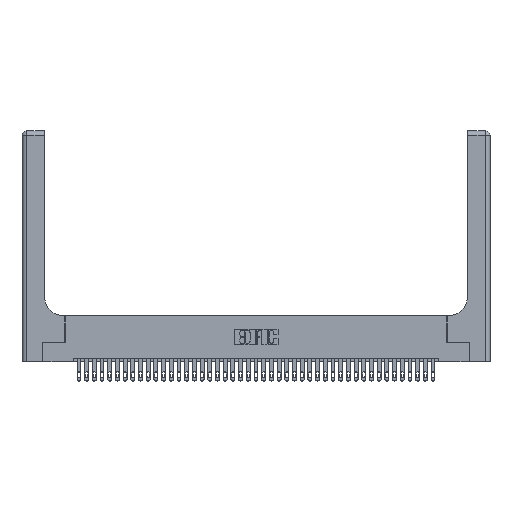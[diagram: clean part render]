
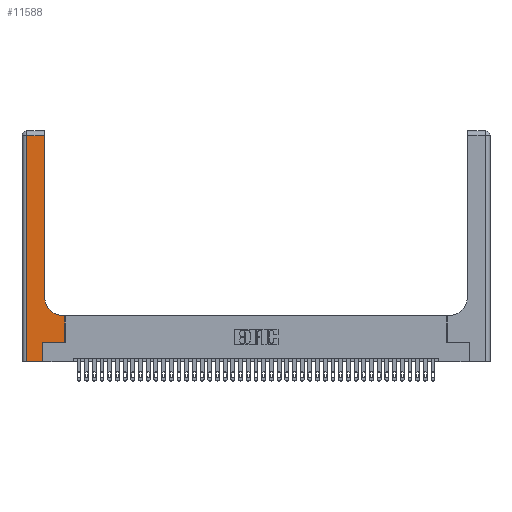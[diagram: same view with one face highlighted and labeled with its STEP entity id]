
A CAD part, top view. The second image highlights one B-rep face of the part: STEP entity #11588.
In plain terms, the highlighted planar face has unit normal (0, 0, 1).
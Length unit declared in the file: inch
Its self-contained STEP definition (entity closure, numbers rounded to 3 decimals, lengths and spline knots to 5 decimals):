
#304 = ORIENTED_EDGE ( 'NONE', *, *, #28539, .T. ) ;
#739 = CARTESIAN_POINT ( 'NONE',  ( 0.2915, 2.94, 0.37 ) ) ;
#967 = CARTESIAN_POINT ( 'NONE',  ( 0., 0., 0.37 ) ) ;
#1689 = ORIENTED_EDGE ( 'NONE', *, *, #6735, .T. ) ;
#1690 = CARTESIAN_POINT ( 'NONE',  ( 0.2915, 0.85, 0.37 ) ) ;
#1949 = LINE ( 'NONE', #25110, #26379 ) ;
#3806 = LINE ( 'NONE', #26320, #10274 ) ;
#4561 = AXIS2_PLACEMENT_3D ( 'NONE', #5636, #27772, #38057 ) ;
#5454 = VERTEX_POINT ( 'NONE', #26097 ) ;
#5636 = CARTESIAN_POINT ( 'NONE',  ( 0., 3., 0.37 ) ) ;
#5729 = VECTOR ( 'NONE', #18158, 39.37008 ) ;
#6399 = ORIENTED_EDGE ( 'NONE', *, *, #26153, .T. ) ;
#6735 = EDGE_CURVE ( 'NONE', #23477, #13578, #17476, .T. ) ;
#7053 = ORIENTED_EDGE ( 'NONE', *, *, #18244, .T. ) ;
#7682 = DIRECTION ( 'NONE',  ( 1., 0., 0. ) ) ;
#7915 = CARTESIAN_POINT ( 'NONE',  ( 0., 2.94, 0.37 ) ) ;
#8975 = VERTEX_POINT ( 'NONE', #27621 ) ;
#9038 = VERTEX_POINT ( 'NONE', #23304 ) ;
#9345 = VECTOR ( 'NONE', #33524, 39.37008 ) ;
#9762 = LINE ( 'NONE', #40472, #19726 ) ;
#10274 = VECTOR ( 'NONE', #23276, 39.37008 ) ;
#10278 = DIRECTION ( 'NONE',  ( 0., 1., 0. ) ) ;
#11383 = VECTOR ( 'NONE', #7682, 39.37008 ) ;
#11588 = ADVANCED_FACE ( 'NONE', ( #16117 ), #14392, .F. ) ;
#12405 = ORIENTED_EDGE ( 'NONE', *, *, #14885, .T. ) ;
#13578 = VERTEX_POINT ( 'NONE', #1690 ) ;
#14295 = VECTOR ( 'NONE', #22913, 39.37008 ) ;
#14392 = PLANE ( 'NONE',  #4561 ) ;
#14885 = EDGE_CURVE ( 'NONE', #8975, #23477, #1949, .T. ) ;
#15400 = CARTESIAN_POINT ( 'NONE',  ( 0.5415, 0.6, 0.37 ) ) ;
#15464 = EDGE_CURVE ( 'NONE', #22296, #33422, #39835, .T. ) ;
#15874 = EDGE_CURVE ( 'NONE', #39976, #5454, #37371, .T. ) ;
#16117 = FACE_OUTER_BOUND ( 'NONE', #28888, .T. ) ;
#16854 = EDGE_CURVE ( 'NONE', #13578, #22296, #9762, .T. ) ;
#17476 = CIRCLE ( 'NONE', #34189, 0.25 ) ;
#18158 = DIRECTION ( 'NONE',  ( 0., 1., 0. ) ) ;
#18244 = EDGE_CURVE ( 'NONE', #33422, #39976, #3806, .T. ) ;
#19726 = VECTOR ( 'NONE', #10278, 39.37008 ) ;
#22296 = VERTEX_POINT ( 'NONE', #739 ) ;
#22874 = ORIENTED_EDGE ( 'NONE', *, *, #15464, .T. ) ;
#22913 = DIRECTION ( 'NONE',  ( 1., 0., 0. ) ) ;
#23276 = DIRECTION ( 'NONE',  ( 0., -1., 0. ) ) ;
#23304 = CARTESIAN_POINT ( 'NONE',  ( 0.269, 0.25, 0.37 ) ) ;
#23477 = VERTEX_POINT ( 'NONE', #15400 ) ;
#24273 = ORIENTED_EDGE ( 'NONE', *, *, #32494, .T. ) ;
#24459 = CARTESIAN_POINT ( 'NONE',  ( 0.5585, 0.25, 0.37 ) ) ;
#25110 = CARTESIAN_POINT ( 'NONE',  ( 0.2915, 0.6, 0.37 ) ) ;
#26097 = CARTESIAN_POINT ( 'NONE',  ( 0.269, 0., 0.37 ) ) ;
#26153 = EDGE_CURVE ( 'NONE', #5454, #9038, #31338, .T. ) ;
#26320 = CARTESIAN_POINT ( 'NONE',  ( 0.06, 3., 0.37 ) ) ;
#26379 = VECTOR ( 'NONE', #37300, 39.37008 ) ;
#26506 = DIRECTION ( 'NONE',  ( 1., 0., 0. ) ) ;
#27621 = CARTESIAN_POINT ( 'NONE',  ( 0.5585, 0.6, 0.37 ) ) ;
#27772 = DIRECTION ( 'NONE',  ( 0., 0., -1. ) ) ;
#28539 = EDGE_CURVE ( 'NONE', #40115, #8975, #33201, .T. ) ;
#28888 = EDGE_LOOP ( 'NONE', ( #31129, #22874, #7053, #39690, #6399, #24273, #304, #12405, #1689 ) ) ;
#29049 = CARTESIAN_POINT ( 'NONE',  ( 0.5415, 0.85, 0.37 ) ) ;
#30289 = CARTESIAN_POINT ( 'NONE',  ( 0.5585, 0.25, 0.37 ) ) ;
#31129 = ORIENTED_EDGE ( 'NONE', *, *, #16854, .T. ) ;
#31338 = LINE ( 'NONE', #32662, #38864 ) ;
#31894 = DIRECTION ( 'NONE',  ( 0., 0., -1. ) ) ;
#32494 = EDGE_CURVE ( 'NONE', #9038, #40115, #37932, .T. ) ;
#32662 = CARTESIAN_POINT ( 'NONE',  ( 0.269, 0., 0.37 ) ) ;
#33024 = CARTESIAN_POINT ( 'NONE',  ( 0.06, 0., 0.37 ) ) ;
#33201 = LINE ( 'NONE', #24459, #5729 ) ;
#33422 = VERTEX_POINT ( 'NONE', #37433 ) ;
#33524 = DIRECTION ( 'NONE',  ( -1., 0., 0. ) ) ;
#34189 = AXIS2_PLACEMENT_3D ( 'NONE', #29049, #31894, #26506 ) ;
#37300 = DIRECTION ( 'NONE',  ( -1., 0., 0. ) ) ;
#37371 = LINE ( 'NONE', #967, #14295 ) ;
#37433 = CARTESIAN_POINT ( 'NONE',  ( 0.06, 2.94, 0.37 ) ) ;
#37932 = LINE ( 'NONE', #39550, #11383 ) ;
#38057 = DIRECTION ( 'NONE',  ( -1., 0., 0. ) ) ;
#38864 = VECTOR ( 'NONE', #39756, 39.37008 ) ;
#39550 = CARTESIAN_POINT ( 'NONE',  ( 0.269, 0.25, 0.37 ) ) ;
#39690 = ORIENTED_EDGE ( 'NONE', *, *, #15874, .T. ) ;
#39756 = DIRECTION ( 'NONE',  ( 0., 1., 0. ) ) ;
#39835 = LINE ( 'NONE', #7915, #9345 ) ;
#39976 = VERTEX_POINT ( 'NONE', #33024 ) ;
#40115 = VERTEX_POINT ( 'NONE', #30289 ) ;
#40472 = CARTESIAN_POINT ( 'NONE',  ( 0.2915, 3., 0.37 ) ) ;
